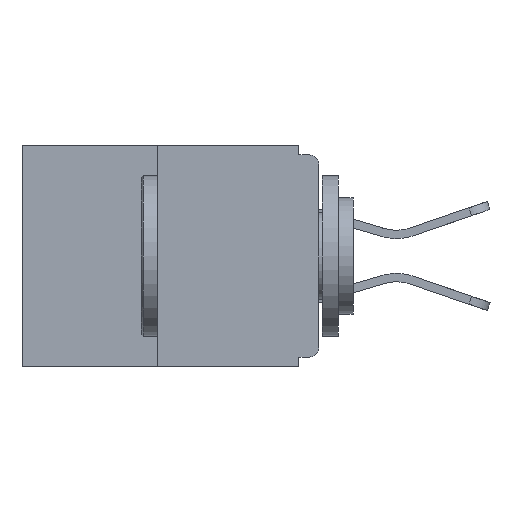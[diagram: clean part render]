
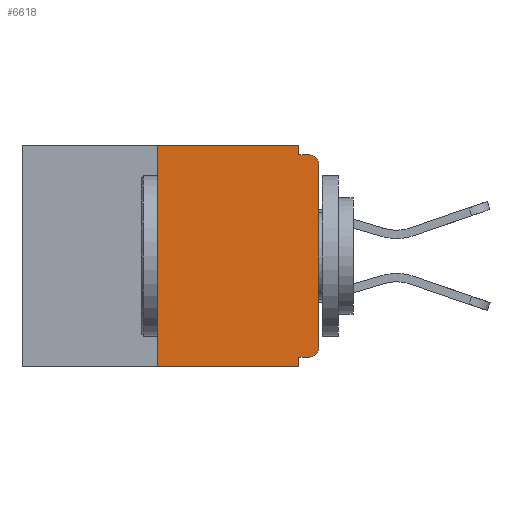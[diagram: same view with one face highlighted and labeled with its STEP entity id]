
A CAD part, left-side view. The second image highlights one B-rep face of the part: STEP entity #6618.
In plain terms, the highlighted planar face has unit normal (-1, 0, 0).
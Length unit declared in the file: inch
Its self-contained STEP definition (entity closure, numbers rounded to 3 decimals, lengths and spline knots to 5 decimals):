
#266 = EDGE_CURVE ( 'NONE', #10893, #3244, #4032, .T. ) ;
#337 = EDGE_CURVE ( 'NONE', #21435, #10893, #7228, .T. ) ;
#500 = EDGE_CURVE ( 'NONE', #8286, #5063, #19817, .T. ) ;
#957 = CARTESIAN_POINT ( 'NONE',  ( 0., 0.46, 0. ) ) ;
#1354 = CARTESIAN_POINT ( 'NONE',  ( 0., 0.031, -0.015 ) ) ;
#1367 = VECTOR ( 'NONE', #18151, 39.37008 ) ;
#1626 = LINE ( 'NONE', #14928, #10137 ) ;
#2044 = ORIENTED_EDGE ( 'NONE', *, *, #19166, .T. ) ;
#2089 = AXIS2_PLACEMENT_3D ( 'NONE', #15032, #18430, #20150 ) ;
#2283 = CARTESIAN_POINT ( 'NONE',  ( 0., 0.015, -0.015 ) ) ;
#2453 = DIRECTION ( 'NONE',  ( 0., 0., -1. ) ) ;
#2732 = VECTOR ( 'NONE', #16906, 39.37008 ) ;
#2767 = DIRECTION ( 'NONE',  ( 0., 0., -1. ) ) ;
#3244 = VERTEX_POINT ( 'NONE', #2283 ) ;
#3406 = ORIENTED_EDGE ( 'NONE', *, *, #19622, .T. ) ;
#4032 = LINE ( 'NONE', #7499, #13672 ) ;
#4150 = DIRECTION ( 'NONE',  ( 0., -1., 0. ) ) ;
#4212 = DIRECTION ( 'NONE',  ( 0., 0., -1. ) ) ;
#4539 = CARTESIAN_POINT ( 'NONE',  ( 0., 0., 0. ) ) ;
#4571 = VECTOR ( 'NONE', #15199, 39.37008 ) ;
#4613 = EDGE_LOOP ( 'NONE', ( #6390, #14008, #3406, #10064, #12296, #12168, #2044, #18351, #18928, #20128 ) ) ;
#4771 = CARTESIAN_POINT ( 'NONE',  ( 0., 0.031, -0.343 ) ) ;
#5063 = VERTEX_POINT ( 'NONE', #4771 ) ;
#5920 = LINE ( 'NONE', #4539, #1367 ) ;
#5931 = VERTEX_POINT ( 'NONE', #7760 ) ;
#6015 = VERTEX_POINT ( 'NONE', #10509 ) ;
#6133 = VERTEX_POINT ( 'NONE', #11930 ) ;
#6390 = ORIENTED_EDGE ( 'NONE', *, *, #13073, .F. ) ;
#6618 = ADVANCED_FACE ( 'NONE', ( #17628 ), #9296, .F. ) ;
#6975 = LINE ( 'NONE', #13816, #4571 ) ;
#7228 = LINE ( 'NONE', #16920, #18469 ) ;
#7358 = EDGE_CURVE ( 'NONE', #5931, #6133, #11114, .T. ) ;
#7499 = CARTESIAN_POINT ( 'NONE',  ( 0., 0., -0.015 ) ) ;
#7535 = VERTEX_POINT ( 'NONE', #13621 ) ;
#7760 = CARTESIAN_POINT ( 'NONE',  ( 0., 0.015, -0.328 ) ) ;
#8286 = VERTEX_POINT ( 'NONE', #10434 ) ;
#8856 = LINE ( 'NONE', #20437, #2732 ) ;
#9078 = CARTESIAN_POINT ( 'NONE',  ( 0., 0.015, -0.313 ) ) ;
#9296 = PLANE ( 'NONE',  #15916 ) ;
#9924 = CARTESIAN_POINT ( 'NONE',  ( 0., 0., -0.328 ) ) ;
#10064 = ORIENTED_EDGE ( 'NONE', *, *, #500, .F. ) ;
#10137 = VECTOR ( 'NONE', #14992, 39.37008 ) ;
#10261 = EDGE_CURVE ( 'NONE', #6015, #3244, #16215, .T. ) ;
#10434 = CARTESIAN_POINT ( 'NONE',  ( 0., 0.031, -0.328 ) ) ;
#10509 = CARTESIAN_POINT ( 'NONE',  ( 0., 0., -0.03 ) ) ;
#10893 = VERTEX_POINT ( 'NONE', #1354 ) ;
#11114 = CIRCLE ( 'NONE', #12791, 0.015 ) ;
#11405 = LINE ( 'NONE', #9924, #13591 ) ;
#11930 = CARTESIAN_POINT ( 'NONE',  ( 0., 0., -0.313 ) ) ;
#12168 = ORIENTED_EDGE ( 'NONE', *, *, #7358, .T. ) ;
#12296 = ORIENTED_EDGE ( 'NONE', *, *, #20716, .F. ) ;
#12775 = CARTESIAN_POINT ( 'NONE',  ( 0., 0.031, -0.343 ) ) ;
#12791 = AXIS2_PLACEMENT_3D ( 'NONE', #9078, #17636, #2453 ) ;
#12993 = DIRECTION ( 'NONE',  ( 0., 0., -1. ) ) ;
#13073 = EDGE_CURVE ( 'NONE', #15194, #21435, #6975, .T. ) ;
#13591 = VECTOR ( 'NONE', #20138, 39.37008 ) ;
#13621 = CARTESIAN_POINT ( 'NONE',  ( 0., 0.25, -0.343 ) ) ;
#13672 = VECTOR ( 'NONE', #4150, 39.37008 ) ;
#13816 = CARTESIAN_POINT ( 'NONE',  ( 0., 0.46, 0. ) ) ;
#14008 = ORIENTED_EDGE ( 'NONE', *, *, #18493, .F. ) ;
#14928 = CARTESIAN_POINT ( 'NONE',  ( 0., 0.46, -0.343 ) ) ;
#14992 = DIRECTION ( 'NONE',  ( 0., -1., 0. ) ) ;
#15032 = CARTESIAN_POINT ( 'NONE',  ( 0., 0.015, -0.03 ) ) ;
#15194 = VERTEX_POINT ( 'NONE', #21203 ) ;
#15199 = DIRECTION ( 'NONE',  ( 0., -1., 0. ) ) ;
#15916 = AXIS2_PLACEMENT_3D ( 'NONE', #957, #21325, #4212 ) ;
#16215 = CIRCLE ( 'NONE', #2089, 0.015 ) ;
#16849 = VECTOR ( 'NONE', #12993, 39.37008 ) ;
#16906 = DIRECTION ( 'NONE',  ( 0., 0., 1. ) ) ;
#16920 = CARTESIAN_POINT ( 'NONE',  ( 0., 0.031, 0. ) ) ;
#17628 = FACE_OUTER_BOUND ( 'NONE', #4613, .T. ) ;
#17636 = DIRECTION ( 'NONE',  ( -1., 0., 0. ) ) ;
#18151 = DIRECTION ( 'NONE',  ( 0., 0., 1. ) ) ;
#18351 = ORIENTED_EDGE ( 'NONE', *, *, #10261, .T. ) ;
#18430 = DIRECTION ( 'NONE',  ( -1., 0., 0. ) ) ;
#18469 = VECTOR ( 'NONE', #2767, 39.37008 ) ;
#18493 = EDGE_CURVE ( 'NONE', #7535, #15194, #8856, .T. ) ;
#18928 = ORIENTED_EDGE ( 'NONE', *, *, #266, .F. ) ;
#19166 = EDGE_CURVE ( 'NONE', #6133, #6015, #5920, .T. ) ;
#19622 = EDGE_CURVE ( 'NONE', #7535, #5063, #1626, .T. ) ;
#19817 = LINE ( 'NONE', #12775, #16849 ) ;
#20128 = ORIENTED_EDGE ( 'NONE', *, *, #337, .F. ) ;
#20138 = DIRECTION ( 'NONE',  ( 0., 1., 0. ) ) ;
#20150 = DIRECTION ( 'NONE',  ( 0., 0., -1. ) ) ;
#20437 = CARTESIAN_POINT ( 'NONE',  ( 0., 0.25, 0. ) ) ;
#20716 = EDGE_CURVE ( 'NONE', #5931, #8286, #11405, .T. ) ;
#21203 = CARTESIAN_POINT ( 'NONE',  ( 0., 0.25, 0. ) ) ;
#21325 = DIRECTION ( 'NONE',  ( 1., 0., 0. ) ) ;
#21435 = VERTEX_POINT ( 'NONE', #21526 ) ;
#21526 = CARTESIAN_POINT ( 'NONE',  ( 0., 0.031, 0. ) ) ;
